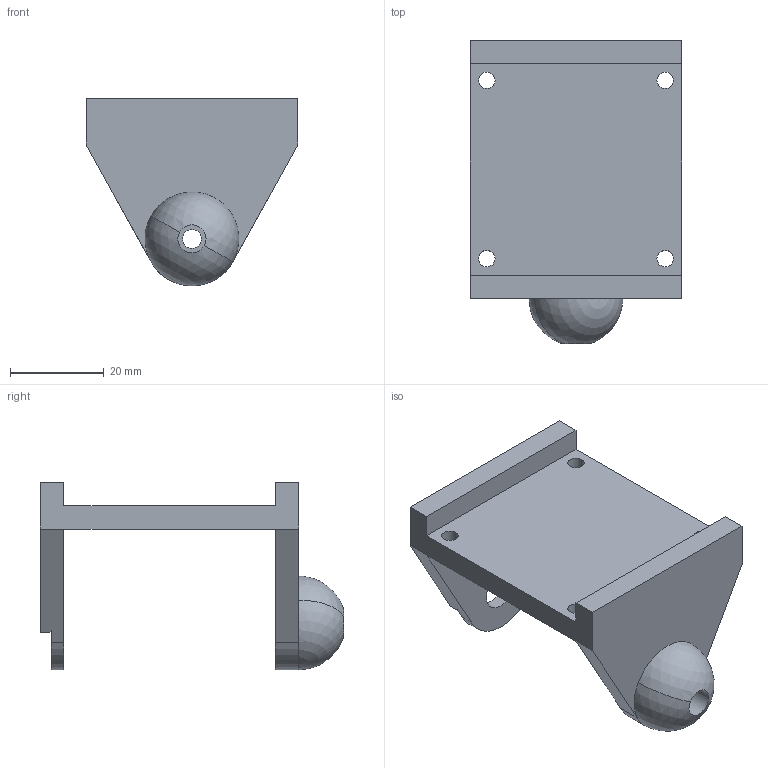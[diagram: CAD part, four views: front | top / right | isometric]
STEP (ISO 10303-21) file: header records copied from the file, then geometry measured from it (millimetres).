
FILE_DESCRIPTION (( 'STEP AP203' ), '1' );
FILE_NAME ('Coxa_Default_sldprt.STEP', '2020-11-13T20:12:32', ( '' ), ( '' ), 'SwSTEP 2.0', 'SolidWorks 2019', '' );
FILE_SCHEMA (( 'CONFIG_CONTROL_DESIGN' ));
Length unit declared in the file: millimetre
Products named in the file (1): Coxa_Default_sldprt
Bounding box: 45 x 64.54 x 40 mm (x, y, z)
Volume: 22905.8 mm3; surface area: 11435.1 mm2
Topology: 1 solids, 1 shells, 42 faces, 115 edges, 74 vertices
Faces by surface type: cylinder 21, plane 19, sphere 2
Entity records: 1417 total; most frequent: DIRECTION 246, CARTESIAN_POINT 226, ORIENTED_EDGE 222, EDGE_CURVE 111, AXIS2_PLACEMENT_3D 92, VERTEX_POINT 72, VECTOR 62, LINE 62
